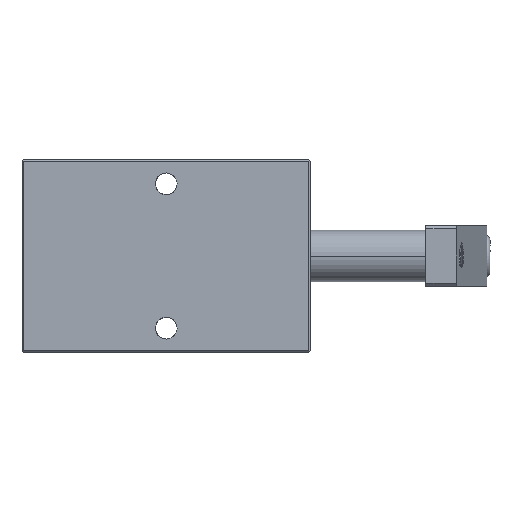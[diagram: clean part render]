
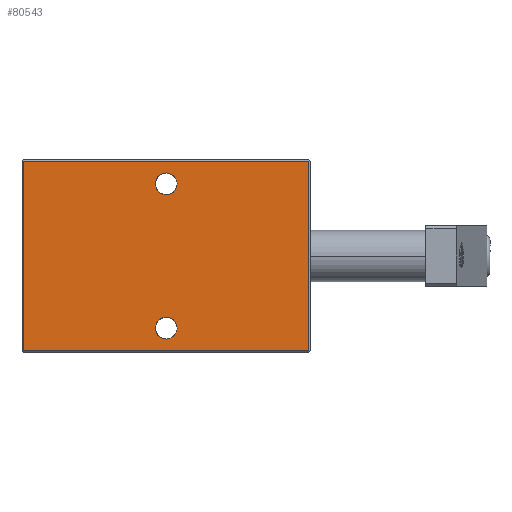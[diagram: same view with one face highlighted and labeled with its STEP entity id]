
A CAD part, front view. The second image highlights one B-rep face of the part: STEP entity #80543.
In plain terms, the highlighted planar face has unit normal (0, -1, 0).
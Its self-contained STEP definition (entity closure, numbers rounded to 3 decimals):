
#819 = FACE_BOUND ( 'NONE', #11512, .T. ) ;
#1363 = AXIS2_PLACEMENT_3D ( 'NONE', #26432, #81257, #34277 ) ;
#1511 = VERTEX_POINT ( 'NONE', #71198 ) ;
#1897 = DIRECTION ( 'NONE',  ( 0., 0., -1. ) ) ;
#2578 = AXIS2_PLACEMENT_3D ( 'NONE', #33029, #48741, #1897 ) ;
#4265 = CARTESIAN_POINT ( 'NONE',  ( 0.5, -20., -29.5 ) ) ;
#5945 = DIRECTION ( 'NONE',  ( 0., 0., 1. ) ) ;
#6039 = VECTOR ( 'NONE', #13981, 1000. ) ;
#9662 = LINE ( 'NONE', #88616, #6039 ) ;
#10508 = EDGE_CURVE ( 'NONE', #50755, #25098, #92799, .T. ) ;
#11333 = CARTESIAN_POINT ( 'NONE',  ( 0., -20., -29.5 ) ) ;
#11512 = EDGE_LOOP ( 'NONE', ( #101209, #94591 ) ) ;
#11830 = VERTEX_POINT ( 'NONE', #27886 ) ;
#13586 = AXIS2_PLACEMENT_3D ( 'NONE', #41267, #96058, #49129 ) ;
#13981 = DIRECTION ( 'NONE',  ( 0., 0., 1. ) ) ;
#15341 = CIRCLE ( 'NONE', #1363, 3.4 ) ;
#16230 = DIRECTION ( 'NONE',  ( 0., 1., 0. ) ) ;
#16306 = ORIENTED_EDGE ( 'NONE', *, *, #59662, .T. ) ;
#19231 = DIRECTION ( 'NONE',  ( 1., 0., 0. ) ) ;
#25098 = VERTEX_POINT ( 'NONE', #44208 ) ;
#25474 = CARTESIAN_POINT ( 'NONE',  ( 45., -20., 19.1 ) ) ;
#26432 = CARTESIAN_POINT ( 'NONE',  ( 45., -20., 22.5 ) ) ;
#27005 = VERTEX_POINT ( 'NONE', #25474 ) ;
#27886 = CARTESIAN_POINT ( 'NONE',  ( 89.5, -20., -29.5 ) ) ;
#29205 = CIRCLE ( 'NONE', #68122, 3.4 ) ;
#33029 = CARTESIAN_POINT ( 'NONE',  ( 0., -20., 30. ) ) ;
#34277 = DIRECTION ( 'NONE',  ( 0., 0., 1. ) ) ;
#34354 = VERTEX_POINT ( 'NONE', #4265 ) ;
#37426 = ORIENTED_EDGE ( 'NONE', *, *, #77731, .T. ) ;
#40879 = PLANE ( 'NONE',  #2578 ) ;
#40961 = LINE ( 'NONE', #64193, #51983 ) ;
#41267 = CARTESIAN_POINT ( 'NONE',  ( 45., -20., -22.5 ) ) ;
#42422 = FACE_OUTER_BOUND ( 'NONE', #44517, .T. ) ;
#42753 = DIRECTION ( 'NONE',  ( -1., 0., 0. ) ) ;
#43217 = CARTESIAN_POINT ( 'NONE',  ( 45., -20., 25.9 ) ) ;
#44208 = CARTESIAN_POINT ( 'NONE',  ( 45., -20., -25.9 ) ) ;
#44517 = EDGE_LOOP ( 'NONE', ( #37426, #60111, #16306, #68600 ) ) ;
#44686 = EDGE_CURVE ( 'NONE', #11830, #1511, #9662, .T. ) ;
#48741 = DIRECTION ( 'NONE',  ( 0., -1., 0. ) ) ;
#48988 = CIRCLE ( 'NONE', #13586, 3.4 ) ;
#49129 = DIRECTION ( 'NONE',  ( 0., 0., 1. ) ) ;
#49519 = EDGE_CURVE ( 'NONE', #25098, #50755, #48988, .T. ) ;
#50755 = VERTEX_POINT ( 'NONE', #98902 ) ;
#51983 = VECTOR ( 'NONE', #72106, 1000. ) ;
#52758 = DIRECTION ( 'NONE',  ( 0., 1., 0. ) ) ;
#55987 = LINE ( 'NONE', #97561, #97652 ) ;
#59220 = VERTEX_POINT ( 'NONE', #98056 ) ;
#59478 = VECTOR ( 'NONE', #19231, 1000. ) ;
#59662 = EDGE_CURVE ( 'NONE', #34354, #11830, #84938, .T. ) ;
#60111 = ORIENTED_EDGE ( 'NONE', *, *, #99216, .T. ) ;
#63055 = CARTESIAN_POINT ( 'NONE',  ( 45., -20., -22.5 ) ) ;
#63287 = FACE_BOUND ( 'NONE', #93579, .T. ) ;
#64193 = CARTESIAN_POINT ( 'NONE',  ( 0.5, -20., 30. ) ) ;
#68122 = AXIS2_PLACEMENT_3D ( 'NONE', #99634, #52758, #5945 ) ;
#68600 = ORIENTED_EDGE ( 'NONE', *, *, #44686, .T. ) ;
#70971 = DIRECTION ( 'NONE',  ( 0., 0., 1. ) ) ;
#71198 = CARTESIAN_POINT ( 'NONE',  ( 89.5, -20., 29.5 ) ) ;
#71546 = EDGE_CURVE ( 'NONE', #89130, #27005, #29205, .T. ) ;
#72106 = DIRECTION ( 'NONE',  ( 0., 0., -1. ) ) ;
#77731 = EDGE_CURVE ( 'NONE', #1511, #59220, #55987, .T. ) ;
#80543 = ADVANCED_FACE ( 'NONE', ( #42422, #63287, #819 ), #40879, .T. ) ;
#81257 = DIRECTION ( 'NONE',  ( 0., 1., 0. ) ) ;
#84938 = LINE ( 'NONE', #11333, #59478 ) ;
#85983 = ORIENTED_EDGE ( 'NONE', *, *, #49519, .T. ) ;
#88616 = CARTESIAN_POINT ( 'NONE',  ( 89.5, -20., 30. ) ) ;
#89130 = VERTEX_POINT ( 'NONE', #43217 ) ;
#92799 = CIRCLE ( 'NONE', #97291, 3.4 ) ;
#93579 = EDGE_LOOP ( 'NONE', ( #96321, #85983 ) ) ;
#94591 = ORIENTED_EDGE ( 'NONE', *, *, #98724, .T. ) ;
#96058 = DIRECTION ( 'NONE',  ( 0., 1., 0. ) ) ;
#96321 = ORIENTED_EDGE ( 'NONE', *, *, #10508, .T. ) ;
#97291 = AXIS2_PLACEMENT_3D ( 'NONE', #63055, #16230, #70971 ) ;
#97561 = CARTESIAN_POINT ( 'NONE',  ( 0., -20., 29.5 ) ) ;
#97652 = VECTOR ( 'NONE', #42753, 1000. ) ;
#98056 = CARTESIAN_POINT ( 'NONE',  ( 0.5, -20., 29.5 ) ) ;
#98724 = EDGE_CURVE ( 'NONE', #27005, #89130, #15341, .T. ) ;
#98902 = CARTESIAN_POINT ( 'NONE',  ( 45., -20., -19.1 ) ) ;
#99216 = EDGE_CURVE ( 'NONE', #59220, #34354, #40961, .T. ) ;
#99634 = CARTESIAN_POINT ( 'NONE',  ( 45., -20., 22.5 ) ) ;
#101209 = ORIENTED_EDGE ( 'NONE', *, *, #71546, .T. ) ;
